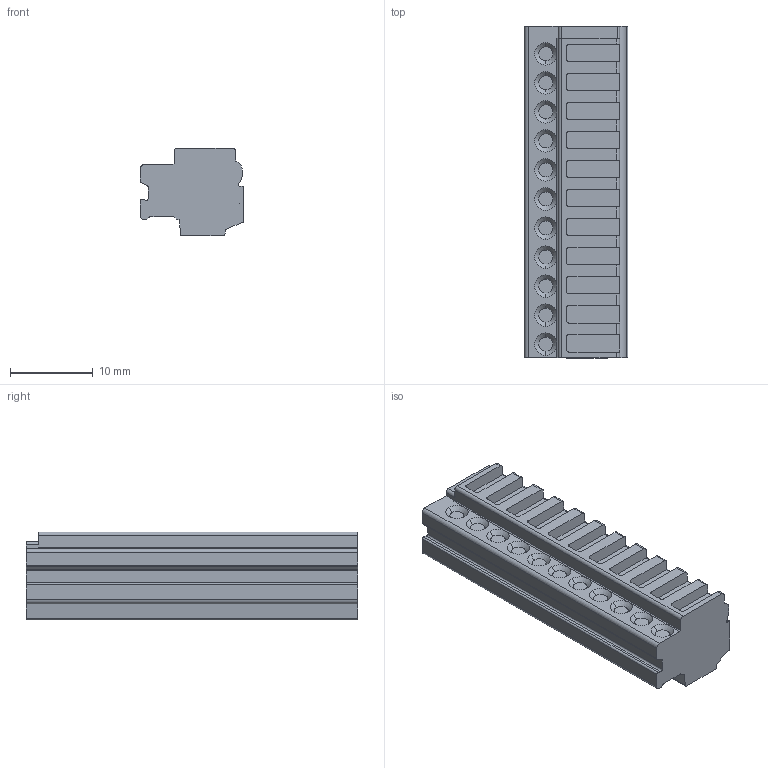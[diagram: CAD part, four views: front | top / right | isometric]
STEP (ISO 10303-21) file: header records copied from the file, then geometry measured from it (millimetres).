
FILE_DESCRIPTION((''),'2;1');
FILE_NAME('RRGG','2024-10-15T11:04:14',('tluser'),(''),'CREO PARAMETRIC BY PTC INC, 2018100','CREO PARAMETRIC BY PTC INC, 2018100','');
FILE_SCHEMA(('CONFIG_CONTROL_DESIGN'));
Length unit declared in the file: millimetre
Products named in the file (1): RRGG
Bounding box: 12.5 x 40 x 10.6 mm (x, y, z)
Volume: 3912.7 mm3; surface area: 2374.8 mm2
Topology: 1 solids, 1 shells, 368 faces, 977 edges, 644 vertices
Faces by surface type: plane 204, cylinder 120, cone 44
Entity records: 11671 total; most frequent: CARTESIAN_POINT 2193, DIRECTION 2019, ORIENTED_EDGE 1954, EDGE_CURVE 977, AXIS2_PLACEMENT_3D 696, VERTEX_POINT 644, VECTOR 627, LINE 627
